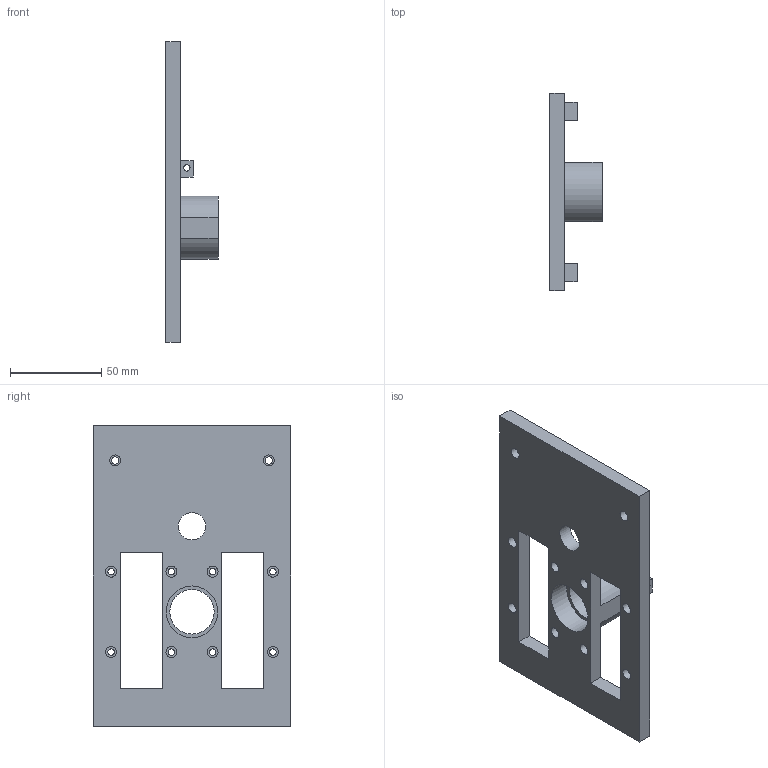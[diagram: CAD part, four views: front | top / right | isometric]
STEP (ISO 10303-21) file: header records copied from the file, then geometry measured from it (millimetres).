
FILE_DESCRIPTION(/* description */ (''),/* implementation_level */ '2;1');
FILE_NAME(/* name */ 'AM_BASE.stp',/* time_stamp */ '2024-11-03T10:26:43-05:00',/* author */ ('yulio'),/* organization */ (''),/* preprocessor_version */ 'ST-DEVELOPER v20',/* originating_system */ 'Autodesk Inventor 2024',/* authorisation */ '');
FILE_SCHEMA (('AUTOMOTIVE_DESIGN { 1 0 10303 214 3 1 1 }'));
Length unit declared in the file: millimetre
Products named in the file (1): baseV2
Bounding box: 28.67 x 108 x 164.4 mm (x, y, z)
Volume: 114894.8 mm3; surface area: 41753.1 mm2
Topology: 1 solids, 1 shells, 75 faces, 180 edges, 120 vertices
Faces by surface type: plane 45, cylinder 30
Full cylindrical faces by diameter (mm): 3.5 x12, 4 x2, 6 x10, 15 x1, 24.3 x1, 28.3 x2
Entity records: 2309 total; most frequent: DIRECTION 392, CARTESIAN_POINT 376, ORIENTED_EDGE 360, EDGE_CURVE 180, AXIS2_PLACEMENT_3D 136, EDGE_LOOP 124, LINE 120, VECTOR 120
